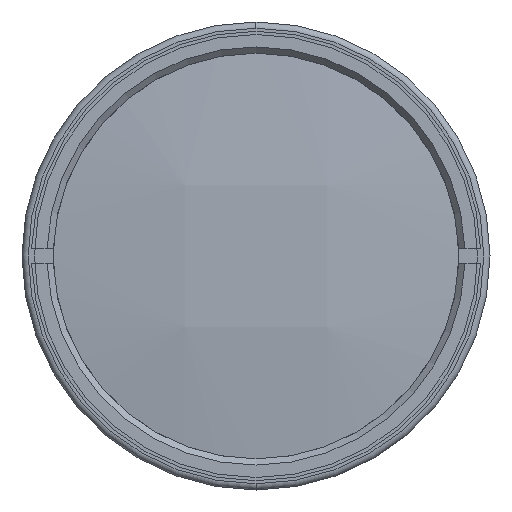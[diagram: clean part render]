
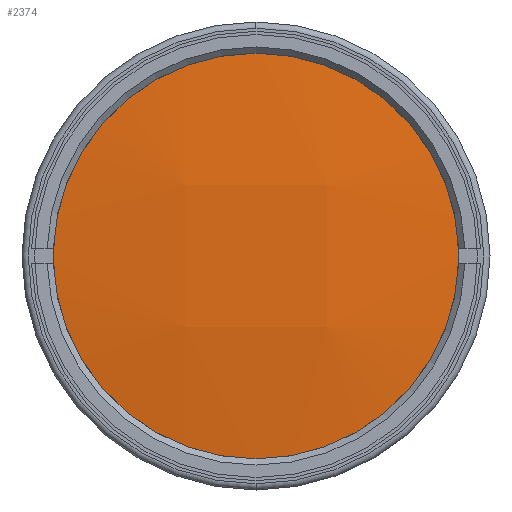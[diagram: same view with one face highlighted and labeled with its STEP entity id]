
A CAD part, left-side view. The second image highlights one B-rep face of the part: STEP entity #2374.
In plain terms, the highlighted free-form (B-spline) face has degree [3, 3] with [4, 4] control points.
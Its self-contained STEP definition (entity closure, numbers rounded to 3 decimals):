
#90 = AXIS2_PLACEMENT_3D ( 'NONE', #2210, #2211, #2206 ) ;
#268 = CARTESIAN_POINT ( 'NONE',  ( -2.896, 0., -34. ) ) ;
#292 = DIRECTION ( 'NONE',  ( 0., 0., 1. ) ) ;
#293 = DIRECTION ( 'NONE',  ( 1., 0., 0. ) ) ;
#294 = CARTESIAN_POINT ( 'NONE',  ( -2.896, 0., 0. ) ) ;
#347 = VERTEX_POINT ( 'NONE', #268 ) ;
#553 = ORIENTED_EDGE ( 'NONE', *, *, #1143, .F. ) ;
#562 = ORIENTED_EDGE ( 'NONE', *, *, #1290, .F. ) ;
#685 = FACE_OUTER_BOUND ( 'NONE', #1789, .T. ) ;
#802 = AXIS2_PLACEMENT_3D ( 'NONE', #294, #293, #292 ) ;
#1143 = EDGE_CURVE ( 'NONE', #347, #3121, #2368, .T. ) ;
#1251 =( BOUNDED_SURFACE ( )  B_SPLINE_SURFACE ( 3, 3, ( 
 ( #1894, #1900, #1895, #1897 ),
 ( #1889, #1891, #1892, #1893 ),
 ( #1890, #1888, #1928, #1927 ),
 ( #1926, #1925, #1924, #1923 ) ),
 .UNSPECIFIED., .F., .F., .F. ) 
 B_SPLINE_SURFACE_WITH_KNOTS ( ( 4, 4 ),
 ( 4, 4 ),
 ( 0., 1. ),
 ( 0., 1. ),
 .UNSPECIFIED. ) 
 GEOMETRIC_REPRESENTATION_ITEM ( )  RATIONAL_B_SPLINE_SURFACE ( (
 ( 1., 0.994, 0.994, 1.),
 ( 0.994, 0.988, 0.988, 0.994),
 ( 0.994, 0.988, 0.988, 0.994),
 ( 1., 0.994, 0.994, 1.) ) ) 
 REPRESENTATION_ITEM ( '' )  SURFACE ( )  );
#1290 = EDGE_CURVE ( 'NONE', #3121, #347, #3660, .T. ) ;
#1789 = EDGE_LOOP ( 'NONE', ( #562, #553 ) ) ;
#1888 = CARTESIAN_POINT ( 'NONE',  ( -6.791, -11.581, -11.577 ) ) ;
#1889 = CARTESIAN_POINT ( 'NONE',  ( -3.63, 11.581, -34.514 ) ) ;
#1890 = CARTESIAN_POINT ( 'NONE',  ( -3.63, -11.581, -34.514 ) ) ;
#1891 = CARTESIAN_POINT ( 'NONE',  ( -6.791, 11.581, -11.577 ) ) ;
#1892 = CARTESIAN_POINT ( 'NONE',  ( -6.791, 11.581, 11.577 ) ) ;
#1893 = CARTESIAN_POINT ( 'NONE',  ( -3.63, 11.581, 34.514 ) ) ;
#1894 = CARTESIAN_POINT ( 'NONE',  ( -0.486, 34.524, -34.081 ) ) ;
#1895 = CARTESIAN_POINT ( 'NONE',  ( -3.608, 34.524, 11.432 ) ) ;
#1897 = CARTESIAN_POINT ( 'NONE',  ( -0.486, 34.524, 34.081 ) ) ;
#1900 = CARTESIAN_POINT ( 'NONE',  ( -3.608, 34.524, -11.432 ) ) ;
#1923 = CARTESIAN_POINT ( 'NONE',  ( -0.486, -34.524, 34.081 ) ) ;
#1924 = CARTESIAN_POINT ( 'NONE',  ( -3.608, -34.524, 11.432 ) ) ;
#1925 = CARTESIAN_POINT ( 'NONE',  ( -3.608, -34.524, -11.432 ) ) ;
#1926 = CARTESIAN_POINT ( 'NONE',  ( -0.486, -34.524, -34.081 ) ) ;
#1927 = CARTESIAN_POINT ( 'NONE',  ( -3.63, -11.581, 34.514 ) ) ;
#1928 = CARTESIAN_POINT ( 'NONE',  ( -6.791, -11.581, 11.577 ) ) ;
#2206 = DIRECTION ( 'NONE',  ( 0., 0., 1. ) ) ;
#2210 = CARTESIAN_POINT ( 'NONE',  ( -2.896, 0., 0. ) ) ;
#2211 = DIRECTION ( 'NONE',  ( 1., 0., 0. ) ) ;
#2368 = CIRCLE ( 'NONE', #802, 34. ) ;
#2374 = ADVANCED_FACE ( 'NONE', ( #685 ), #1251, .T. ) ;
#2943 = CARTESIAN_POINT ( 'NONE',  ( -2.896, 0., 34. ) ) ;
#3121 = VERTEX_POINT ( 'NONE', #2943 ) ;
#3660 = CIRCLE ( 'NONE', #90, 34. ) ;
